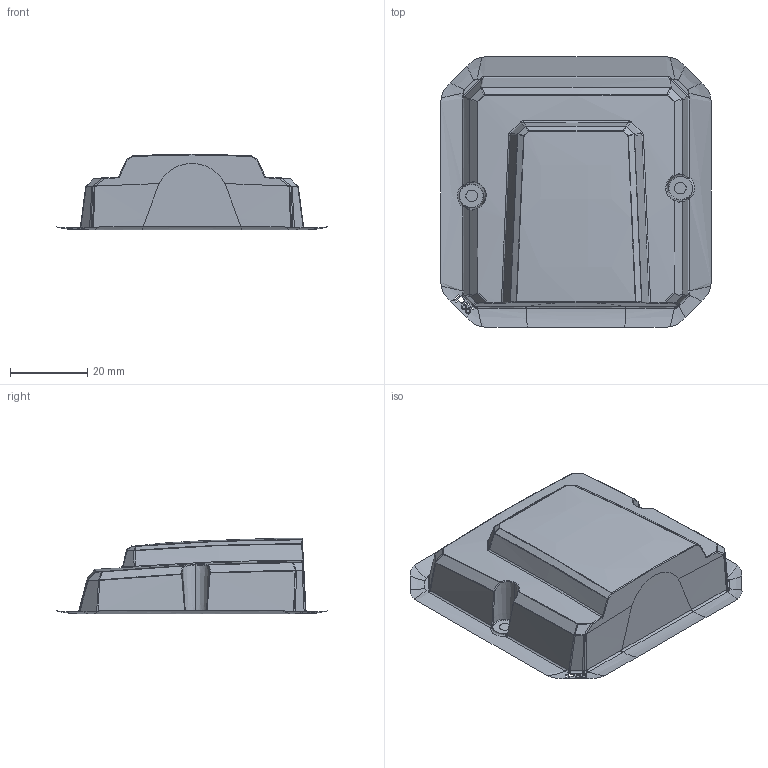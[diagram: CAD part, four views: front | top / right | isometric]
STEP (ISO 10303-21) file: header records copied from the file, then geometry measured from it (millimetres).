
FILE_DESCRIPTION(('CATIA V5 STEP Exchange','CAx-IF Rec.Pracs.--- Model Styling and Organization---1.5--- 2016-08-15','CAx-IF Rec.Pracs.---Supplemental Geometry---1.0---2011-11-01','CAx-IF Rec.Pracs.--- Composite Materials ---1.1---2010-07-15'),'2;1');
FILE_NAME('Surface Enjo Sortie de cable.stp','2021-11-09T15:40:28+00:00',('none'),('none'),'CATIA Version 5-6 Release 2020 SP3','CATIA V5 STEP AP214 v2','none');
FILE_SCHEMA(('AUTOMOTIVE_DESIGN { 1 0 10303 214 1 1 1 1 }'));
Length unit declared in the file: millimetre
Products named in the file (1): Surface Enjo Sortie de cable
Bounding box: 69.92 x 69.92 x 19.56 mm (x, y, z)
Surface area: 7652.3 mm2 (no closed solid volume)
Topology: 0 solids, 2 shells, 283 faces, 1112 edges, 814 vertices
Faces by surface type: bspline 253, sphere 13, cone 6, plane 6, torus 4, extrusion 1
Entity records: 24177 total; most frequent: CARTESIAN_POINT 18074, ORIENTED_EDGE 1741, EDGE_CURVE 1098, B_SPLINE_CURVE_WITH_KNOTS 1055, VERTEX_POINT 814, EDGE_LOOP 287, ADVANCED_FACE 283, FACE_OUTER_BOUND 283
